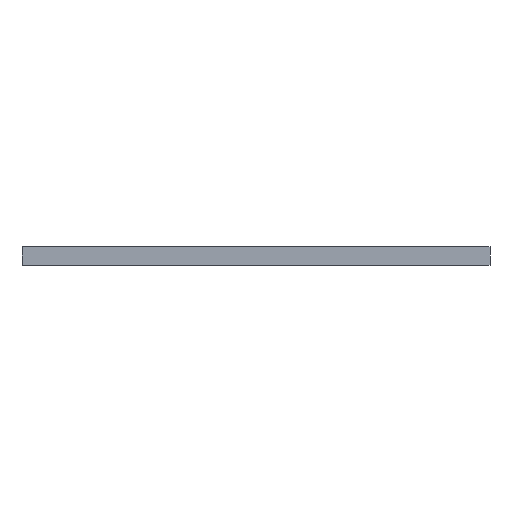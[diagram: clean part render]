
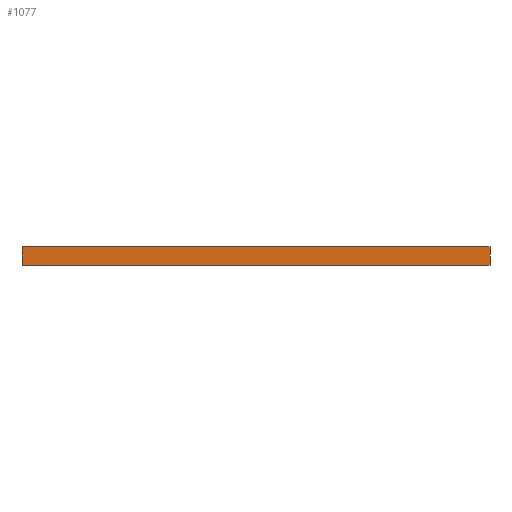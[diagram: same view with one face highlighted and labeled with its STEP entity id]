
A CAD part, left-side view. The second image highlights one B-rep face of the part: STEP entity #1077.
In plain terms, the highlighted planar face has unit normal (-1, 0, 0).
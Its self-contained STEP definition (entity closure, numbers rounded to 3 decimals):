
#296=PLANE('',#3946);
#594=LINE('',#8414,#898);
#598=LINE('',#8423,#902);
#599=LINE('',#8425,#903);
#600=LINE('',#8427,#904);
#898=VECTOR('',#4519,1.);
#902=VECTOR('',#4525,1.);
#903=VECTOR('',#4526,1.);
#904=VECTOR('',#4527,1.);
#1077=ADVANCED_FACE('',(#1322),#296,.F.);
#1322=FACE_OUTER_BOUND('',#1538,.T.);
#1538=EDGE_LOOP('',(#2271,#2272,#2273,#2274));
#2271=ORIENTED_EDGE('',*,*,#3516,.T.);
#2272=ORIENTED_EDGE('',*,*,#3517,.F.);
#2273=ORIENTED_EDGE('',*,*,#3518,.F.);
#2274=ORIENTED_EDGE('',*,*,#3512,.T.);
#3046=VERTEX_POINT('',#8415);
#3047=VERTEX_POINT('',#8416);
#3050=VERTEX_POINT('',#8424);
#3051=VERTEX_POINT('',#8426);
#3512=EDGE_CURVE('',#3046,#3047,#594,.T.);
#3516=EDGE_CURVE('',#3047,#3050,#598,.T.);
#3517=EDGE_CURVE('',#3051,#3050,#599,.T.);
#3518=EDGE_CURVE('',#3046,#3051,#600,.T.);
#3946=AXIS2_PLACEMENT_3D('',#8428,#4528,#4529);
#4519=DIRECTION('',(0.,0.,-1.));
#4525=DIRECTION('',(0.,-1.,0.));
#4526=DIRECTION('',(0.,0.,-1.));
#4527=DIRECTION('',(0.,-1.,0.));
#4528=DIRECTION('',(1.,0.,0.));
#4529=DIRECTION('',(0.,1.,0.));
#8414=CARTESIAN_POINT('',(-450.,6750.,0.));
#8415=CARTESIAN_POINT('',(-450.,6750.,0.));
#8416=CARTESIAN_POINT('',(-450.,6750.,-35.));
#8423=CARTESIAN_POINT('',(-450.,6700.,-35.));
#8424=CARTESIAN_POINT('',(-450.,5850.,-35.));
#8425=CARTESIAN_POINT('',(-450.,5850.,0.));
#8426=CARTESIAN_POINT('',(-450.,5850.,0.));
#8427=CARTESIAN_POINT('',(-450.,6700.,0.));
#8428=CARTESIAN_POINT('',(-450.,6700.,0.));
